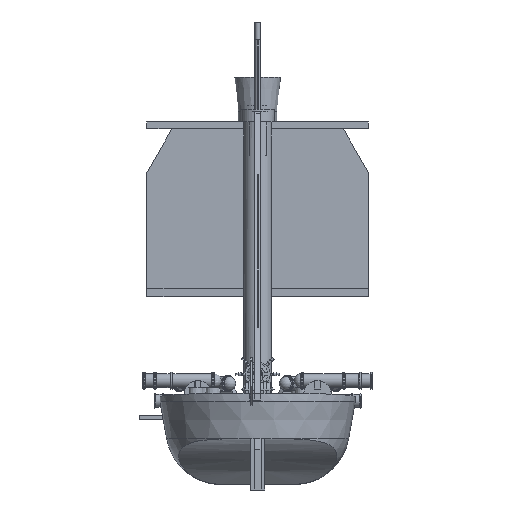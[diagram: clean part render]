
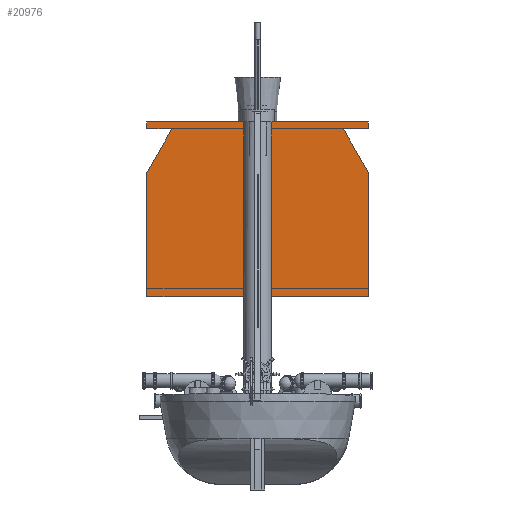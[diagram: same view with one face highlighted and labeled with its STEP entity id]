
A CAD part, left-side view. The second image highlights one B-rep face of the part: STEP entity #20976.
In plain terms, the highlighted face is planar.
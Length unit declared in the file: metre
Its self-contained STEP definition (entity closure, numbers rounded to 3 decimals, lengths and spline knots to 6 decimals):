
#348=PLANE('',#22675);
#1238=LINE('',#31337,#3460);
#1250=LINE('',#31362,#3472);
#1251=LINE('',#31364,#3473);
#1252=LINE('',#31366,#3474);
#1253=LINE('',#31368,#3475);
#1254=LINE('',#31370,#3476);
#1255=LINE('',#31372,#3477);
#1256=LINE('',#31374,#3478);
#1257=LINE('',#31376,#3479);
#1258=LINE('',#31378,#3480);
#1259=LINE('',#31380,#3481);
#1260=LINE('',#31382,#3482);
#1261=LINE('',#31384,#3483);
#1262=LINE('',#31386,#3484);
#3460=VECTOR('',#25037,1.);
#3472=VECTOR('',#25055,1.);
#3473=VECTOR('',#25056,1.);
#3474=VECTOR('',#25057,1.);
#3475=VECTOR('',#25058,1.);
#3476=VECTOR('',#25059,1.);
#3477=VECTOR('',#25060,1.);
#3478=VECTOR('',#25061,1.);
#3479=VECTOR('',#25062,1.);
#3480=VECTOR('',#25063,1.);
#3481=VECTOR('',#25064,1.);
#3482=VECTOR('',#25065,1.);
#3483=VECTOR('',#25066,1.);
#3484=VECTOR('',#25067,1.);
#5998=ORIENTED_EDGE('',*,*,#11825,.T.);
#5999=ORIENTED_EDGE('',*,*,#11837,.T.);
#6000=ORIENTED_EDGE('',*,*,#11838,.F.);
#6001=ORIENTED_EDGE('',*,*,#11839,.F.);
#6002=ORIENTED_EDGE('',*,*,#11840,.T.);
#6003=ORIENTED_EDGE('',*,*,#11841,.F.);
#6004=ORIENTED_EDGE('',*,*,#11842,.T.);
#6005=ORIENTED_EDGE('',*,*,#11843,.T.);
#6006=ORIENTED_EDGE('',*,*,#11844,.F.);
#6007=ORIENTED_EDGE('',*,*,#11845,.T.);
#6008=ORIENTED_EDGE('',*,*,#11846,.T.);
#6009=ORIENTED_EDGE('',*,*,#11847,.T.);
#6010=ORIENTED_EDGE('',*,*,#11848,.F.);
#6011=ORIENTED_EDGE('',*,*,#11849,.F.);
#11825=EDGE_CURVE('',#14797,#14795,#1238,.T.);
#11837=EDGE_CURVE('',#14795,#14807,#1250,.T.);
#11838=EDGE_CURVE('',#14808,#14807,#1251,.T.);
#11839=EDGE_CURVE('',#14809,#14808,#1252,.T.);
#11840=EDGE_CURVE('',#14809,#14810,#1253,.T.);
#11841=EDGE_CURVE('',#14811,#14810,#1254,.T.);
#11842=EDGE_CURVE('',#14811,#14812,#1255,.T.);
#11843=EDGE_CURVE('',#14812,#14813,#1256,.T.);
#11844=EDGE_CURVE('',#14814,#14813,#1257,.T.);
#11845=EDGE_CURVE('',#14814,#14815,#1258,.T.);
#11846=EDGE_CURVE('',#14815,#14816,#1259,.T.);
#11847=EDGE_CURVE('',#14816,#14817,#1260,.T.);
#11848=EDGE_CURVE('',#14818,#14817,#1261,.T.);
#11849=EDGE_CURVE('',#14797,#14818,#1262,.T.);
#14795=VERTEX_POINT('',#31335);
#14797=VERTEX_POINT('',#31338);
#14807=VERTEX_POINT('',#31363);
#14808=VERTEX_POINT('',#31365);
#14809=VERTEX_POINT('',#31367);
#14810=VERTEX_POINT('',#31369);
#14811=VERTEX_POINT('',#31371);
#14812=VERTEX_POINT('',#31373);
#14813=VERTEX_POINT('',#31375);
#14814=VERTEX_POINT('',#31377);
#14815=VERTEX_POINT('',#31379);
#14816=VERTEX_POINT('',#31381);
#14817=VERTEX_POINT('',#31383);
#14818=VERTEX_POINT('',#31385);
#17641=EDGE_LOOP('',(#5998,#5999,#6000,#6001,#6002,#6003,#6004,#6005,#6006,
#6007,#6008,#6009,#6010,#6011));
#19172=FACE_BOUND('',#17641,.T.);
#20976=ADVANCED_FACE('',(#19172),#348,.T.);
#22675=AXIS2_PLACEMENT_3D('',#31361,#25053,#25054);
#25037=DIRECTION('',(0.,1.,0.));
#25053=DIRECTION('',(0.,0.,1.));
#25054=DIRECTION('',(1.,0.,0.));
#25055=DIRECTION('',(1.,0.,0.));
#25056=DIRECTION('',(0.,-1.,0.));
#25057=DIRECTION('',(1.,0.,0.));
#25058=DIRECTION('',(0.,-1.,0.));
#25059=DIRECTION('',(0.866,-0.5,0.));
#25060=DIRECTION('',(-1.,0.,0.));
#25061=DIRECTION('',(0.,-1.,0.));
#25062=DIRECTION('',(-1.,0.,0.));
#25063=DIRECTION('',(0.866,0.5,0.));
#25064=DIRECTION('',(0.,-1.,0.));
#25065=DIRECTION('',(1.,0.,0.));
#25066=DIRECTION('',(0.,-1.,0.));
#25067=DIRECTION('',(1.,0.,0.));
#31335=CARTESIAN_POINT('',(0.0297,-0.109086,-0.002125));
#31337=CARTESIAN_POINT('',(0.0297,-0.111274,-0.002125));
#31338=CARTESIAN_POINT('',(0.0297,-0.113461,-0.002125));
#31361=CARTESIAN_POINT('',(0.00795,-0.111274,-0.002125));
#31362=CARTESIAN_POINT('',(0.025198,-0.109086,-0.002125));
#31363=CARTESIAN_POINT('',(0.0342,-0.109086,-0.002125));
#31364=CARTESIAN_POINT('',(0.0342,-0.111274,-0.002125));
#31365=CARTESIAN_POINT('',(0.0342,-0.081274,-0.002125));
#31366=CARTESIAN_POINT('',(0.033263,-0.081274,-0.002125));
#31367=CARTESIAN_POINT('',(0.032325,-0.081274,-0.002125));
#31368=CARTESIAN_POINT('',(0.032325,-0.137878,-0.002125));
#31369=CARTESIAN_POINT('',(0.032325,-0.088066,-0.002125));
#31370=CARTESIAN_POINT('',(0.024093,-0.083314,-0.002125));
#31371=CARTESIAN_POINT('',(0.02056,-0.081274,-0.002125));
#31372=CARTESIAN_POINT('',(0.00795,-0.081274,-0.002125));
#31373=CARTESIAN_POINT('',(-0.013142,-0.081274,-0.002125));
#31374=CARTESIAN_POINT('',(-0.013142,-0.111274,-0.002125));
#31375=CARTESIAN_POINT('',(-0.013142,-0.141274,-0.002125));
#31376=CARTESIAN_POINT('',(0.00795,-0.141274,-0.002125));
#31377=CARTESIAN_POINT('',(0.02056,-0.141274,-0.002125));
#31378=CARTESIAN_POINT('',(0.024093,-0.139234,-0.002125));
#31379=CARTESIAN_POINT('',(0.032325,-0.134481,-0.002125));
#31380=CARTESIAN_POINT('',(0.032325,-0.137878,-0.002125));
#31381=CARTESIAN_POINT('',(0.032325,-0.141274,-0.002125));
#31382=CARTESIAN_POINT('',(0.033263,-0.141274,-0.002125));
#31383=CARTESIAN_POINT('',(0.0342,-0.141274,-0.002125));
#31384=CARTESIAN_POINT('',(0.0342,-0.111274,-0.002125));
#31385=CARTESIAN_POINT('',(0.0342,-0.113461,-0.002125));
#31386=CARTESIAN_POINT('',(0.025198,-0.113461,-0.002125));
